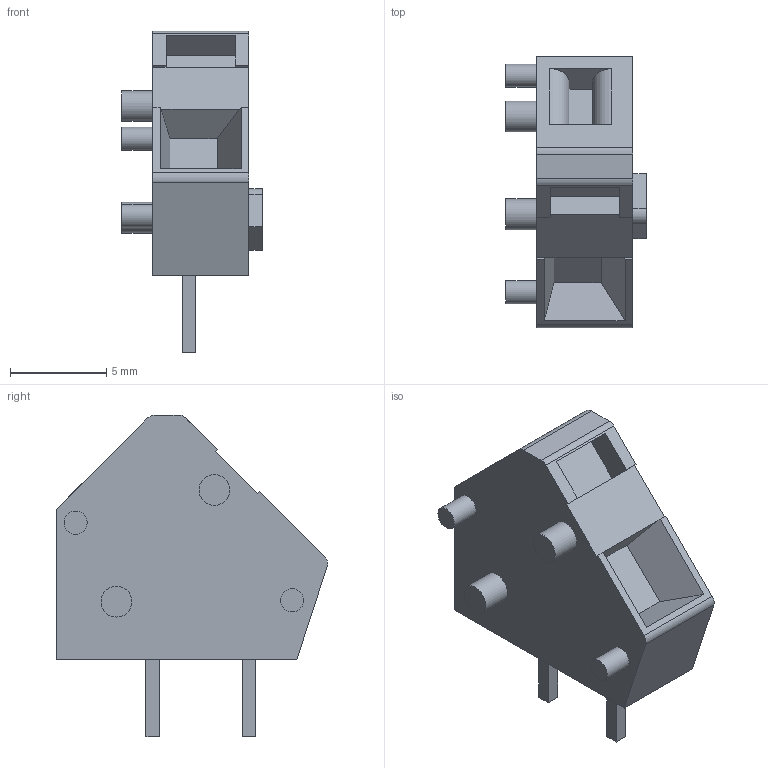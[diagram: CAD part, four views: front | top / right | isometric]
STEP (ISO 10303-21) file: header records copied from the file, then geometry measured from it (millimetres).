
FILE_DESCRIPTION(('FreeCAD Model'),'2;1');
FILE_NAME('TerminalBlock_WAGO_236-401_1x01_P5.00mm_45Degree.step', '2020-05-08T18:33:46',('kicad StepUp'),('ksu MCAD'), 'Open CASCADE STEP processor 7.4','FreeCAD','Unknown');
FILE_SCHEMA(('AUTOMOTIVE_DESIGN { 1 0 10303 214 1 1 1 1 }'));
Length unit declared in the file: millimetre
Products named in the file (1): TerminalBlock_WAGO_236-401_1x01_P5.00mm_45Degree
Bounding box: 7.3 x 14.09 x 16.71 mm (x, y, z)
Volume: 642.7 mm3; surface area: 601.6 mm2
Topology: 1 solids, 1 shells, 58 faces, 140 edges, 92 vertices
Faces by surface type: plane 48, cylinder 10
Full cylindrical faces by diameter (mm): 1.2 x2, 1.6 x2
Entity records: 1690 total; most frequent: CARTESIAN_POINT 295, ORIENTED_EDGE 280, DIRECTION 274, EDGE_CURVE 140, LINE 116, VECTOR 116, VERTEX_POINT 92, AXIS2_PLACEMENT_3D 79
